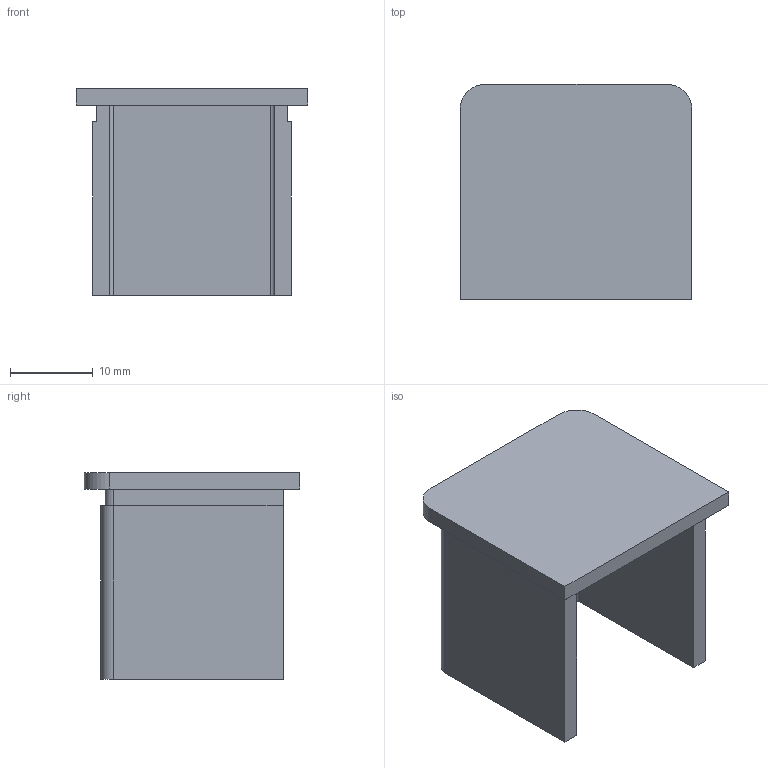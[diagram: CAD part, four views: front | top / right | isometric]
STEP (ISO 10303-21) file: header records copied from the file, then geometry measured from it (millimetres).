
FILE_DESCRIPTION (( 'STEP AP203' ), '1' );
FILE_NAME ('80530-V4A-EK.STEP', '2021-08-12T07:58:00', ( '' ), ( '' ), 'SwSTEP 2.0', 'SolidWorks 2018', '' );
FILE_SCHEMA (( 'CONFIG_CONTROL_DESIGN' ));
Length unit declared in the file: millimetre
Products named in the file (2): 80530-V4A-EK
Bounding box: 28 x 26 x 25 mm (x, y, z)
Volume: 4305.6 mm3; surface area: 4730.4 mm2
Topology: 1 solids, 1 shells, 333 faces, 892 edges, 592 vertices
Faces by surface type: plane 200, bspline 125, cylinder 8
Entity records: 16599 total; most frequent: CARTESIAN_POINT 8960, ORIENTED_EDGE 1784, DIRECTION 1078, EDGE_CURVE 892, VECTOR 626, LINE 626, VERTEX_POINT 592, EDGE_LOOP 364
